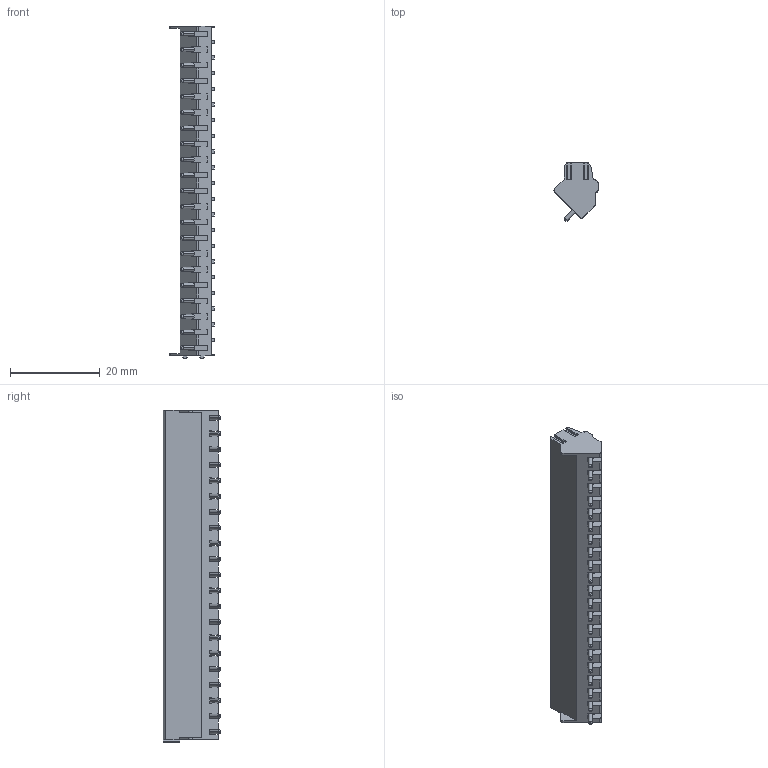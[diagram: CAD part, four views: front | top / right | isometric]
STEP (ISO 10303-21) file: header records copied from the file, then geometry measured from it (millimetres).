
FILE_DESCRIPTION((''),'2;1');
FILE_NAME('TL012A-XXP-XS','2025-04-06T',('sj'),(''),'PRO/ENGINEER BY PARAMETRIC TECHNOLOGY CORPORATION, 2013240','PRO/ENGINEER BY PARAMETRIC TECHNOLOGY CORPORATION, 2013240','');
FILE_SCHEMA(('AUTOMOTIVE_DESIGN_CC2 { 1 2 10303 214 -1 1 5 2 }'));
Length unit declared in the file: millimetre
Products named in the file (1): TL012A-XXP-XS
Bounding box: 9.81 x 12.83 x 74 mm (x, y, z)
Volume: 4284.5 mm3; surface area: 5285.3 mm2
Topology: 1 solids, 1 shells, 1375 faces, 3762 edges, 2452 vertices
Faces by surface type: plane 812, cylinder 395, cone 126, torus 42
Entity records: 44407 total; most frequent: CARTESIAN_POINT 9066, ORIENTED_EDGE 7524, DIRECTION 7302, EDGE_CURVE 3762, VECTOR 2468, LINE 2468, VERTEX_POINT 2452, AXIS2_PLACEMENT_3D 2417
